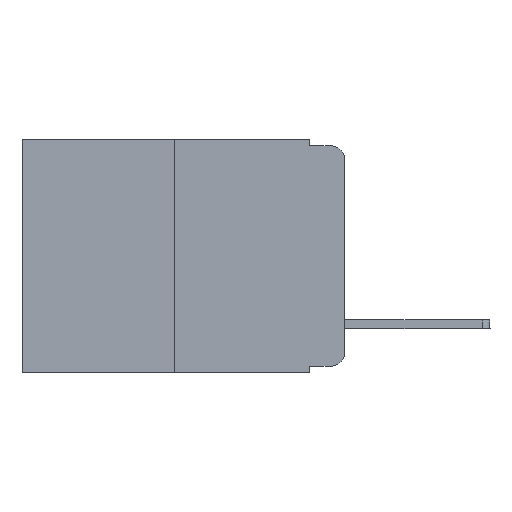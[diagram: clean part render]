
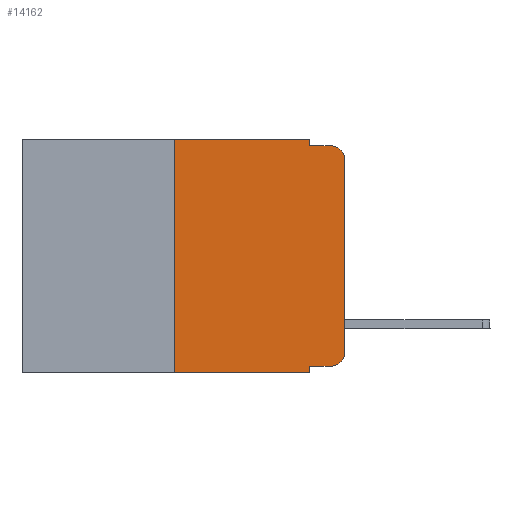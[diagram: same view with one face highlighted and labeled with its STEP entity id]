
A CAD part, left-side view. The second image highlights one B-rep face of the part: STEP entity #14162.
In plain terms, the highlighted planar face has unit normal (-1, 0, 0).
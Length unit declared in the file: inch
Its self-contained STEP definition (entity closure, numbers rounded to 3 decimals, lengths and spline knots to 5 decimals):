
#176 = CARTESIAN_POINT ( 'NONE',  ( 0., 0.25, 0. ) ) ;
#404 = VERTEX_POINT ( 'NONE', #3745 ) ;
#413 = DIRECTION ( 'NONE',  ( 0., 0., -1. ) ) ;
#445 = DIRECTION ( 'NONE',  ( 0., -1., 0. ) ) ;
#497 = AXIS2_PLACEMENT_3D ( 'NONE', #4954, #6187, #6332 ) ;
#942 = AXIS2_PLACEMENT_3D ( 'NONE', #6913, #15476, #6755 ) ;
#951 = VERTEX_POINT ( 'NONE', #12552 ) ;
#1297 = EDGE_CURVE ( 'NONE', #11341, #12278, #14685, .T. ) ;
#1316 = LINE ( 'NONE', #5890, #1517 ) ;
#1517 = VECTOR ( 'NONE', #2251, 39.37008 ) ;
#1617 = VECTOR ( 'NONE', #1747, 39.37008 ) ;
#1652 = LINE ( 'NONE', #12970, #15060 ) ;
#1747 = DIRECTION ( 'NONE',  ( 0., 0., -1. ) ) ;
#1814 = ORIENTED_EDGE ( 'NONE', *, *, #10654, .T. ) ;
#1906 = VERTEX_POINT ( 'NONE', #3889 ) ;
#2061 = CARTESIAN_POINT ( 'NONE',  ( 0., 0.25, -0.343 ) ) ;
#2142 = ORIENTED_EDGE ( 'NONE', *, *, #4881, .T. ) ;
#2251 = DIRECTION ( 'NONE',  ( 0., 0., -1. ) ) ;
#2843 = CARTESIAN_POINT ( 'NONE',  ( 0., 0.473, 0. ) ) ;
#3060 = EDGE_LOOP ( 'NONE', ( #14587, #2142, #8248, #3670, #15159, #12927, #12778, #9012, #5047, #1814 ) ) ;
#3365 = CARTESIAN_POINT ( 'NONE',  ( 0., 0.02, -0.01 ) ) ;
#3670 = ORIENTED_EDGE ( 'NONE', *, *, #12343, .F. ) ;
#3745 = CARTESIAN_POINT ( 'NONE',  ( 0., 0.02, -0.333 ) ) ;
#3889 = CARTESIAN_POINT ( 'NONE',  ( 0., 0.051, 0. ) ) ;
#3926 = VECTOR ( 'NONE', #9349, 39.37008 ) ;
#4881 = EDGE_CURVE ( 'NONE', #8006, #12528, #5419, .T. ) ;
#4954 = CARTESIAN_POINT ( 'NONE',  ( 0., 0.02, -0.313 ) ) ;
#5047 = ORIENTED_EDGE ( 'NONE', *, *, #8916, .T. ) ;
#5263 = DIRECTION ( 'NONE',  ( 1., 0., 0. ) ) ;
#5419 = CIRCLE ( 'NONE', #942, 0.02 ) ;
#5608 = CARTESIAN_POINT ( 'NONE',  ( 0., 0., -0.03 ) ) ;
#5654 = VERTEX_POINT ( 'NONE', #7304 ) ;
#5676 = DIRECTION ( 'NONE',  ( 0., -1., 0. ) ) ;
#5737 = VERTEX_POINT ( 'NONE', #176 ) ;
#5890 = CARTESIAN_POINT ( 'NONE',  ( 0., 0.051, 0. ) ) ;
#6187 = DIRECTION ( 'NONE',  ( -1., 0., 0. ) ) ;
#6332 = DIRECTION ( 'NONE',  ( 0., 0., -1. ) ) ;
#6755 = DIRECTION ( 'NONE',  ( 0., 0., -1. ) ) ;
#6913 = CARTESIAN_POINT ( 'NONE',  ( 0., 0.02, -0.03 ) ) ;
#7032 = CIRCLE ( 'NONE', #497, 0.02 ) ;
#7304 = CARTESIAN_POINT ( 'NONE',  ( 0., 0.051, -0.01 ) ) ;
#7375 = CARTESIAN_POINT ( 'NONE',  ( 0., 0.473, -0.343 ) ) ;
#7582 = CARTESIAN_POINT ( 'NONE',  ( 0., 0., -0.313 ) ) ;
#8006 = VERTEX_POINT ( 'NONE', #5608 ) ;
#8248 = ORIENTED_EDGE ( 'NONE', *, *, #12967, .F. ) ;
#8916 = EDGE_CURVE ( 'NONE', #951, #404, #10781, .T. ) ;
#9009 = EDGE_CURVE ( 'NONE', #11341, #5737, #14623, .T. ) ;
#9012 = ORIENTED_EDGE ( 'NONE', *, *, #11503, .F. ) ;
#9046 = CARTESIAN_POINT ( 'NONE',  ( 0., 0.051, 0. ) ) ;
#9349 = DIRECTION ( 'NONE',  ( 0., -1., 0. ) ) ;
#9462 = LINE ( 'NONE', #9046, #1617 ) ;
#10129 = PLANE ( 'NONE',  #14163 ) ;
#10462 = CARTESIAN_POINT ( 'NONE',  ( 0., 0.25, 0. ) ) ;
#10654 = EDGE_CURVE ( 'NONE', #404, #14004, #7032, .T. ) ;
#10735 = CARTESIAN_POINT ( 'NONE',  ( 0., 0.051, -0.333 ) ) ;
#10781 = LINE ( 'NONE', #10735, #3926 ) ;
#10806 = VECTOR ( 'NONE', #445, 39.37008 ) ;
#10854 = EDGE_CURVE ( 'NONE', #14004, #8006, #1652, .T. ) ;
#11203 = CARTESIAN_POINT ( 'NONE',  ( 0., 0.051, -0.343 ) ) ;
#11341 = VERTEX_POINT ( 'NONE', #2061 ) ;
#11503 = EDGE_CURVE ( 'NONE', #951, #12278, #9462, .T. ) ;
#11716 = DIRECTION ( 'NONE',  ( 0., 0., 1. ) ) ;
#12132 = VECTOR ( 'NONE', #11716, 39.37008 ) ;
#12240 = DIRECTION ( 'NONE',  ( 0., -1., 0. ) ) ;
#12278 = VERTEX_POINT ( 'NONE', #11203 ) ;
#12286 = LINE ( 'NONE', #13055, #12668 ) ;
#12343 = EDGE_CURVE ( 'NONE', #1906, #5654, #1316, .T. ) ;
#12528 = VERTEX_POINT ( 'NONE', #3365 ) ;
#12552 = CARTESIAN_POINT ( 'NONE',  ( 0., 0.051, -0.333 ) ) ;
#12668 = VECTOR ( 'NONE', #5676, 39.37008 ) ;
#12756 = VECTOR ( 'NONE', #12240, 39.37008 ) ;
#12778 = ORIENTED_EDGE ( 'NONE', *, *, #1297, .T. ) ;
#12927 = ORIENTED_EDGE ( 'NONE', *, *, #9009, .F. ) ;
#12967 = EDGE_CURVE ( 'NONE', #5654, #12528, #14251, .T. ) ;
#12970 = CARTESIAN_POINT ( 'NONE',  ( 0., 0., 0. ) ) ;
#13055 = CARTESIAN_POINT ( 'NONE',  ( 0., 0.473, 0. ) ) ;
#14004 = VERTEX_POINT ( 'NONE', #7582 ) ;
#14148 = DIRECTION ( 'NONE',  ( 0., 0., 1. ) ) ;
#14162 = ADVANCED_FACE ( 'NONE', ( #15379 ), #10129, .F. ) ;
#14163 = AXIS2_PLACEMENT_3D ( 'NONE', #2843, #5263, #413 ) ;
#14251 = LINE ( 'NONE', #15280, #10806 ) ;
#14587 = ORIENTED_EDGE ( 'NONE', *, *, #10854, .T. ) ;
#14623 = LINE ( 'NONE', #10462, #12132 ) ;
#14685 = LINE ( 'NONE', #7375, #12756 ) ;
#15032 = EDGE_CURVE ( 'NONE', #5737, #1906, #12286, .T. ) ;
#15060 = VECTOR ( 'NONE', #14148, 39.37008 ) ;
#15159 = ORIENTED_EDGE ( 'NONE', *, *, #15032, .F. ) ;
#15280 = CARTESIAN_POINT ( 'NONE',  ( 0., 0.051, -0.01 ) ) ;
#15379 = FACE_OUTER_BOUND ( 'NONE', #3060, .T. ) ;
#15476 = DIRECTION ( 'NONE',  ( -1., 0., 0. ) ) ;
